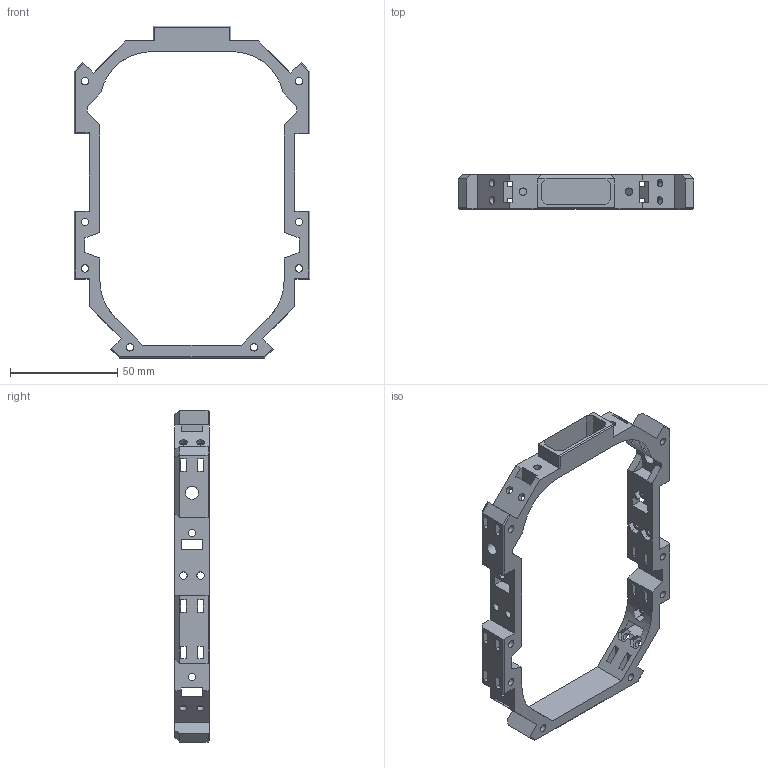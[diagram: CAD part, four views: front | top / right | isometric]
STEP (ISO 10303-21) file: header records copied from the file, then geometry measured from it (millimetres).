
FILE_DESCRIPTION(/* description */ (''),/* implementation_level */ '2;1');
FILE_NAME(/* name */ 'FrameV2.step',/* time_stamp */ '2023-02-27T21:21:06-06:00',/* author */ (''),/* organization */ (''),/* preprocessor_version */ 'ST-DEVELOPER v19.2',/* originating_system */ 'Autodesk Translation Framework v11.17.0.187',/* authorisation */ '');
FILE_SCHEMA (('AUTOMOTIVE_DESIGN { 1 0 10303 214 3 1 1 }'));
Length unit declared in the file: millimetre
Products named in the file (1): FrameV2
Bounding box: 110 x 16 x 155 mm (x, y, z)
Volume: 38844.7 mm3; surface area: 27259.3 mm2
Topology: 1 solids, 1 shells, 371 faces, 1075 edges, 707 vertices
Faces by surface type: plane 321, cylinder 50
Full cylindrical faces by diameter (mm): 3.5 x42, 6 x2
Entity records: 12382 total; most frequent: CARTESIAN_POINT 2154, ORIENTED_EDGE 2150, DIRECTION 1979, EDGE_CURVE 1075, LINE 915, VECTOR 915, VERTEX_POINT 707, AXIS2_PLACEMENT_3D 532
